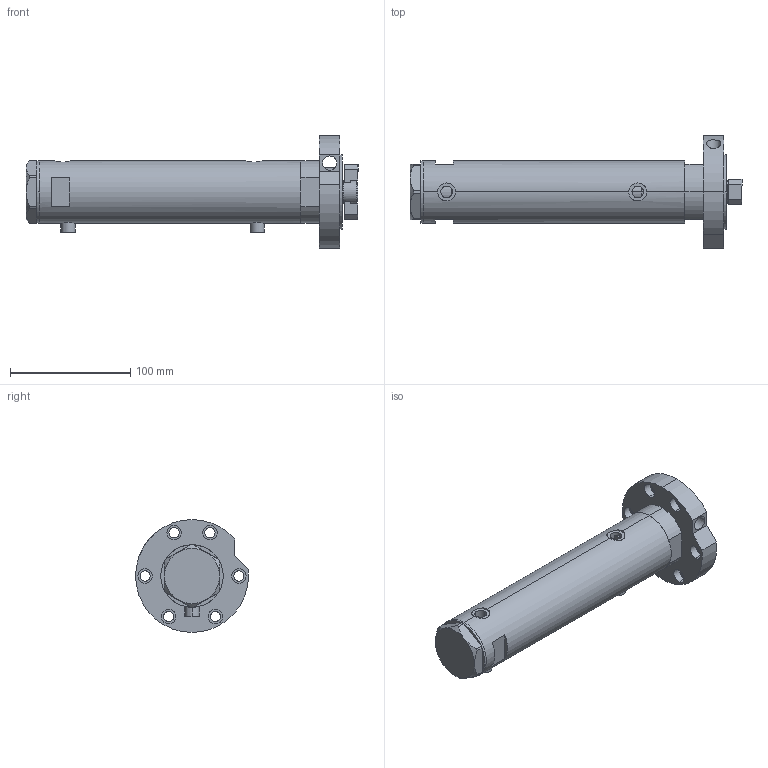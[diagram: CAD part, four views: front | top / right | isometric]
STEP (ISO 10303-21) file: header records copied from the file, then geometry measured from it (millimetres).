
FILE_DESCRIPTION (( 'STEP AP203' ), '1' );
FILE_NAME ('e6e3.STEP', '2024-02-11T12:49:01', ( '' ), ( '' ), 'SwSTEP 2.0', 'SolidWorks 2019', '' );
FILE_SCHEMA (( 'CONFIG_CONTROL_DESIGN' ));
Length unit declared in the file: millimetre
Products named in the file (7): V270CG_RF211D d67b1570bdd095a5659aee86d0b7ef5c; V270CG_VC d67b1570bdd095a5659aee86d0b7ef5c; V270CG_BACK d67b1570bdd095a5659aee86d0b7ef5c; V270CG_RF211E d67b1570bdd095a5659aee86d0b7ef5c; V270CG_FRONT d67b1570bdd095a5659aee86d0b7ef5c; e6e3; V270CG_MIDDLE d67b1570bdd095a5659aee86d0b7ef5c
Assembly tree (7 placements, depth 2):
  e6e3
    V270CG_MIDDLE d67b1570bdd095a5659aee86d0b7ef5c
    V270CG_BACK d67b1570bdd095a5659aee86d0b7ef5c
    V270CG_FRONT d67b1570bdd095a5659aee86d0b7ef5c
    V270CG_VC d67b1570bdd095a5659aee86d0b7ef5c
    V270CG_RF211D d67b1570bdd095a5659aee86d0b7ef5c  x2
    V270CG_RF211E d67b1570bdd095a5659aee86d0b7ef5c
Bounding box: 276.5 x 93.96 x 94 mm (x, y, z)
Volume: 578143.1 mm3; surface area: 133353.9 mm2
Topology: 7 solids, 7 shells, 218 faces, 511 edges, 323 vertices
Faces by surface type: plane 100, cylinder 98, cone 16, torus 4
Entity records: 7207 total; most frequent: CARTESIAN_POINT 1755, DIRECTION 1047, ORIENTED_EDGE 922, EDGE_CURVE 461, AXIS2_PLACEMENT_3D 422, VERTEX_POINT 291, EDGE_LOOP 244, CIRCLE 214
